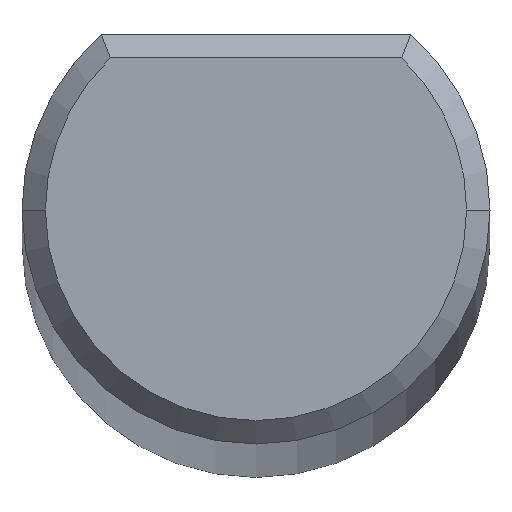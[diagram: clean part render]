
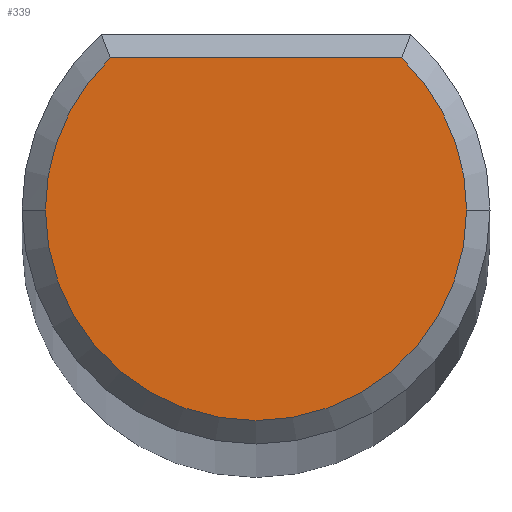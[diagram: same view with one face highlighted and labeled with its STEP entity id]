
A CAD part, top view. The second image highlights one B-rep face of the part: STEP entity #339.
In plain terms, the highlighted planar face has unit normal (0, 0, 1).
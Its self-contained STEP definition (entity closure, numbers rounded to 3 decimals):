
#9 = VERTEX_POINT ( 'NONE', #381 ) ;
#47 = CARTESIAN_POINT ( 'NONE',  ( 0., 0., 164. ) ) ;
#48 = EDGE_CURVE ( 'NONE', #9, #337, #351, .T. ) ;
#53 = EDGE_CURVE ( 'NONE', #186, #337, #75, .T. ) ;
#54 = CARTESIAN_POINT ( 'NONE',  ( -1.245, 1.3, 164. ) ) ;
#73 = DIRECTION ( 'NONE',  ( 0., 0., -1. ) ) ;
#75 = LINE ( 'NONE', #234, #322 ) ;
#112 = DIRECTION ( 'NONE',  ( 0., 0., -1. ) ) ;
#132 = CARTESIAN_POINT ( 'NONE',  ( 1.245, 1.3, 164. ) ) ;
#135 = CIRCLE ( 'NONE', #180, 1.8 ) ;
#139 = AXIS2_PLACEMENT_3D ( 'NONE', #265, #73, #297 ) ;
#159 = ORIENTED_EDGE ( 'NONE', *, *, #53, .T. ) ;
#161 = EDGE_CURVE ( 'NONE', #372, #9, #135, .T. ) ;
#180 = AXIS2_PLACEMENT_3D ( 'NONE', #289, #264, #205 ) ;
#182 = ORIENTED_EDGE ( 'NONE', *, *, #48, .F. ) ;
#183 = FACE_OUTER_BOUND ( 'NONE', #221, .T. ) ;
#186 = VERTEX_POINT ( 'NONE', #132 ) ;
#205 = DIRECTION ( 'NONE',  ( -1., 0., 0. ) ) ;
#212 = DIRECTION ( 'NONE',  ( -1., 0., 0. ) ) ;
#221 = EDGE_LOOP ( 'NONE', ( #248, #159, #182, #296 ) ) ;
#234 = CARTESIAN_POINT ( 'NONE',  ( 0., 1.3, 164. ) ) ;
#247 = DIRECTION ( 'NONE',  ( -1., 0., 0. ) ) ;
#248 = ORIENTED_EDGE ( 'NONE', *, *, #318, .F. ) ;
#264 = DIRECTION ( 'NONE',  ( 0., 0., -1. ) ) ;
#265 = CARTESIAN_POINT ( 'NONE',  ( 0., 0., 164. ) ) ;
#273 = CARTESIAN_POINT ( 'NONE',  ( 0., 0., 164. ) ) ;
#289 = CARTESIAN_POINT ( 'NONE',  ( 0., 0., 164. ) ) ;
#296 = ORIENTED_EDGE ( 'NONE', *, *, #161, .F. ) ;
#297 = DIRECTION ( 'NONE',  ( -1., 0., 0. ) ) ;
#307 = CARTESIAN_POINT ( 'NONE',  ( 1.8, 0., 164. ) ) ;
#309 = DIRECTION ( 'NONE',  ( 0., 0., 1. ) ) ;
#318 = EDGE_CURVE ( 'NONE', #186, #372, #333, .T. ) ;
#322 = VECTOR ( 'NONE', #212, 1000. ) ;
#331 = AXIS2_PLACEMENT_3D ( 'NONE', #273, #309, #332 ) ;
#332 = DIRECTION ( 'NONE',  ( 1., 0., 0. ) ) ;
#333 = CIRCLE ( 'NONE', #364, 1.8 ) ;
#337 = VERTEX_POINT ( 'NONE', #54 ) ;
#339 = ADVANCED_FACE ( 'NONE', ( #183 ), #362, .T. ) ;
#351 = CIRCLE ( 'NONE', #139, 1.8 ) ;
#362 = PLANE ( 'NONE',  #331 ) ;
#364 = AXIS2_PLACEMENT_3D ( 'NONE', #47, #112, #247 ) ;
#372 = VERTEX_POINT ( 'NONE', #307 ) ;
#381 = CARTESIAN_POINT ( 'NONE',  ( -1.8, 0., 164. ) ) ;
